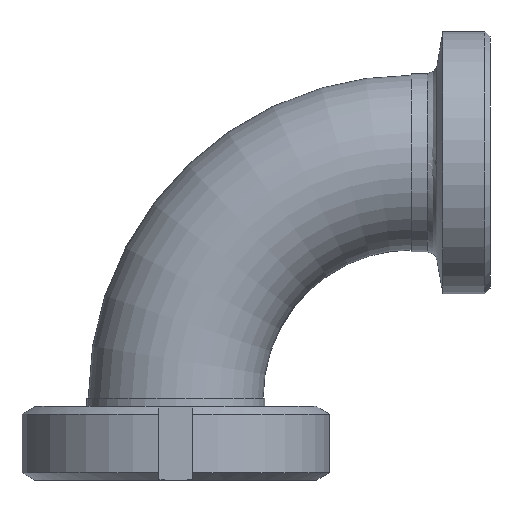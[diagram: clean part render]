
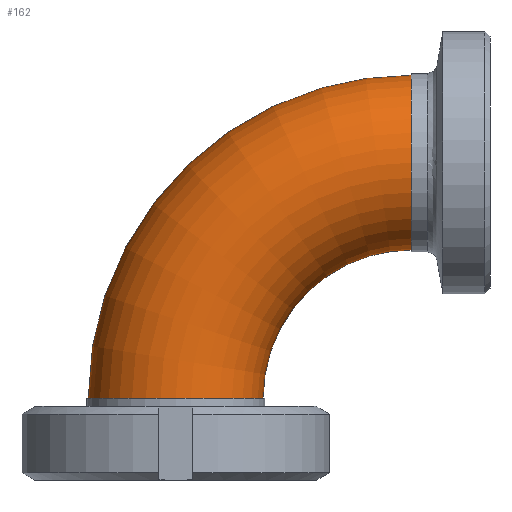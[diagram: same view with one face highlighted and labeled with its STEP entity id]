
A CAD part, left-side view. The second image highlights one B-rep face of the part: STEP entity #162.
In plain terms, the highlighted toroidal (fillet/blend) face has major radius 70 mm and minor radius 26 mm.
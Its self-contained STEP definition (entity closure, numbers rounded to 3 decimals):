
#135=CARTESIAN_POINT('',(0.0,-70.0,0.));
#136=DIRECTION('',(1.0,0.0,0.0));
#137=DIRECTION('',(0.0,0.0,-1.0));
#138=AXIS2_PLACEMENT_3D('',#135,#136,#137);
#139=TOROIDAL_SURFACE('',#138,70.0,26.);
#140=CARTESIAN_POINT('',(26.,-70.0,70.0));
#141=VERTEX_POINT('',#140);
#142=CARTESIAN_POINT('',(0.0,-70.0,70.0));
#143=DIRECTION('',(0.0,1.0,0.0));
#144=DIRECTION('',(-1.0,0.0,0.0));
#145=AXIS2_PLACEMENT_3D('',#142,#143,#144);
#146=CIRCLE('',#145,26.);
#147=EDGE_CURVE('',#141,#141,#146,.T.);
#148=ORIENTED_EDGE('',*,*,#147,.T.);
#149=EDGE_LOOP('',(#148));
#150=FACE_OUTER_BOUND('',#149,.T.);
#151=CARTESIAN_POINT('',(26.,0.,0.0));
#152=VERTEX_POINT('',#151);
#153=CARTESIAN_POINT('',(0.0,0.0,0.0));
#154=DIRECTION('',(0.0,0.0,-1.0));
#155=DIRECTION('',(-1.0,0.0,0.0));
#156=AXIS2_PLACEMENT_3D('',#153,#154,#155);
#157=CIRCLE('',#156,26.);
#158=EDGE_CURVE('',#152,#152,#157,.T.);
#159=ORIENTED_EDGE('',*,*,#158,.F.);
#160=EDGE_LOOP('',(#159));
#161=FACE_BOUND('',#160,.T.);
#162=ADVANCED_FACE('',(#150,#161),#139,.T.);
